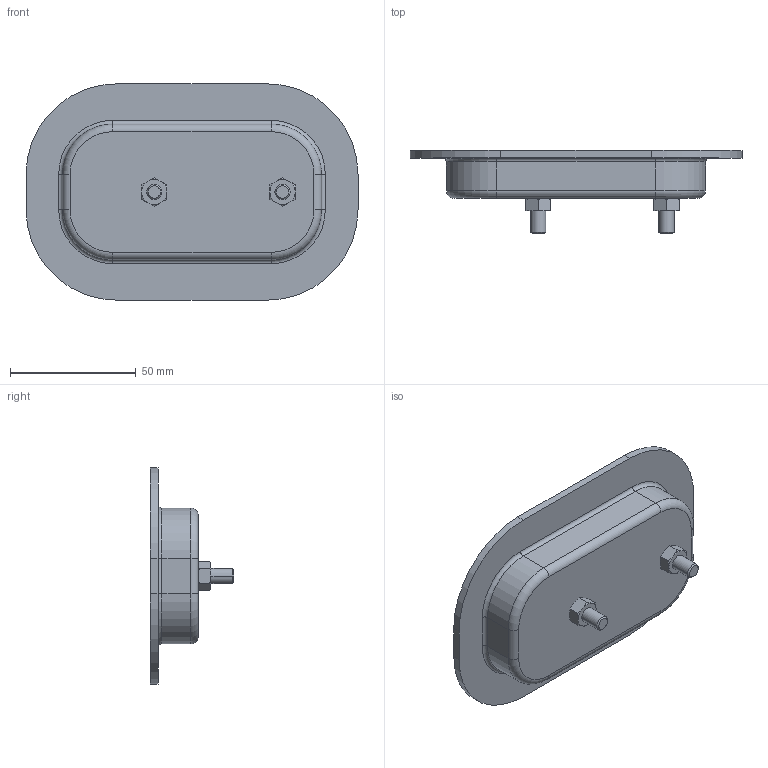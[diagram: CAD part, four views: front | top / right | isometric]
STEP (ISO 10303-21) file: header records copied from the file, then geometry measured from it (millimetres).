
FILE_DESCRIPTION (( 'STEP AP203' ), '1' );
FILE_NAME ('Žº‰ª•ÏŠ·.STEP', '2012-05-02T00:42:23', ( '' ), ( '' ), 'SwSTEP 2.0', 'SolidWorks 2011', '' );
FILE_SCHEMA (( 'CONFIG_CONTROL_DESIGN' ));
Length unit declared in the file: millimetre
Products named in the file (5): 室岡変換; B-1882-T平ワッシャーM6小型丸__M6小形-JIS B 1256; B-1882-T六角ナット　M6（2種）__JIS B 1181 Hexagon nut - Class 3 Finished M6 --N; B-1882-TM6儃儖僩(l=20)__M6亊25; B-1882-T_
Assembly tree (7 placements, depth 2):
  室岡変換
    B-1882-T六角ナット　M6（2種）__JIS B 1181 Hexagon nut - Class 3 Finished M6 --N  x2
    B-1882-T平ワッシャーM6小型丸__M6小形-JIS B 1256  x2
    B-1882-TM6儃儖僩(l=20)__M6亊25  x2
    B-1882-T_
Bounding box: 132 x 33 x 86 mm (x, y, z)
Volume: 29520.9 mm3; surface area: 32309.6 mm2
Topology: 7 solids, 7 shells, 174 faces, 380 edges, 224 vertices
Faces by surface type: plane 54, cylinder 52, cone 48, torus 20
Entity records: 4007 total; most frequent: CARTESIAN_POINT 729, DIRECTION 612, ORIENTED_EDGE 528, EDGE_CURVE 264, AXIS2_PLACEMENT_3D 255, VERTEX_POINT 156, EDGE_LOOP 130, CIRCLE 126
